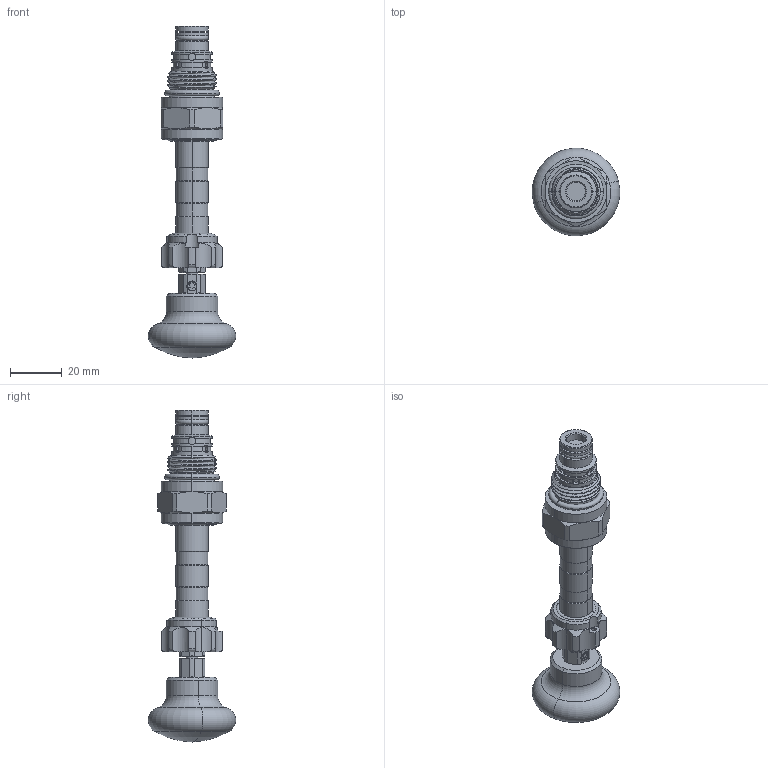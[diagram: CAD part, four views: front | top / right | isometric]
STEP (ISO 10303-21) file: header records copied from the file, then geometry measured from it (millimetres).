
FILE_DESCRIPTION (( 'STEP AP203' ), '1' );
FILE_NAME ('EP08W2A01H85.STEP', '2021-03-11T03:44:53', ( '' ), ( '' ), 'SwSTEP 2.0', 'SolidWorks 2018', '' );
FILE_SCHEMA (( 'CONFIG_CONTROL_DESIGN' ));
Length unit declared in the file: millimetre
Products named in the file (1): EP08W2A01H85
Bounding box: 33.88 x 33.88 x 128.67 mm (x, y, z)
Volume: 35455.9 mm3; surface area: 12315.6 mm2
Topology: 2 solids, 4 shells, 292 faces, 735 edges, 465 vertices
Faces by surface type: cylinder 139, plane 63, cone 50, torus 28, bspline 12
Entity records: 16636 total; most frequent: CARTESIAN_POINT 9835, ORIENTED_EDGE 1466, DIRECTION 1360, EDGE_CURVE 733, AXIS2_PLACEMENT_3D 569, VERTEX_POINT 465, EDGE_LOOP 314, ADVANCED_FACE 292
